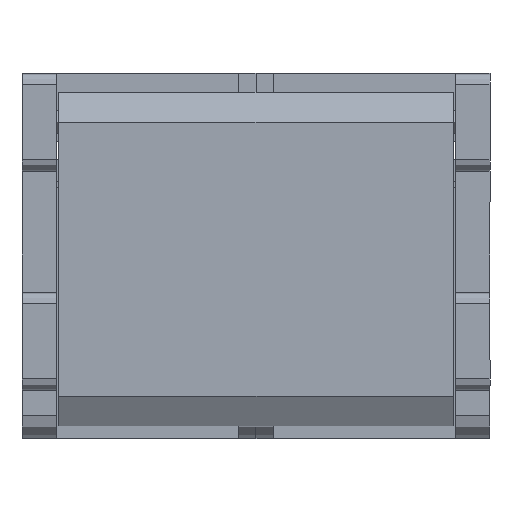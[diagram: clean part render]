
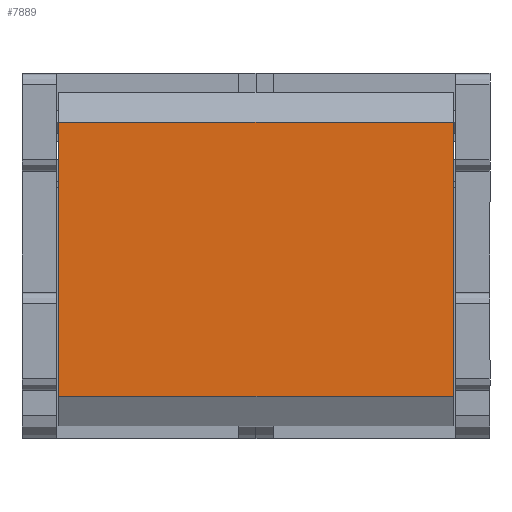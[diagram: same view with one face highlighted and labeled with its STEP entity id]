
A CAD part, top view. The second image highlights one B-rep face of the part: STEP entity #7889.
In plain terms, the highlighted planar face has unit normal (0, 0, 1).
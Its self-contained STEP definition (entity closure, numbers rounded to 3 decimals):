
#7677 = VERTEX_POINT('',#7678);
#7678 = CARTESIAN_POINT('',(8.65,6.,1.5));
#7685 = EDGE_CURVE('',#7686,#7677,#7688,.T.);
#7686 = VERTEX_POINT('',#7687);
#7687 = CARTESIAN_POINT('',(-8.65,6.,1.5));
#7688 = LINE('',#7689,#7690);
#7689 = CARTESIAN_POINT('',(-8.65,6.,1.5));
#7690 = VECTOR('',#7691,1.);
#7691 = DIRECTION('',(1.,0.,0.));
#7710 = VERTEX_POINT('',#7711);
#7711 = CARTESIAN_POINT('',(-8.65,-6.,1.5));
#7718 = EDGE_CURVE('',#7710,#7686,#7719,.T.);
#7719 = LINE('',#7720,#7721);
#7720 = CARTESIAN_POINT('',(-8.65,-6.,1.5));
#7721 = VECTOR('',#7722,1.);
#7722 = DIRECTION('',(0.,1.,0.));
#7746 = VERTEX_POINT('',#7747);
#7747 = CARTESIAN_POINT('',(8.65,-6.,1.5));
#7754 = EDGE_CURVE('',#7746,#7677,#7755,.T.);
#7755 = LINE('',#7756,#7757);
#7756 = CARTESIAN_POINT('',(8.65,-6.,1.5));
#7757 = VECTOR('',#7758,1.);
#7758 = DIRECTION('',(0.,1.,0.));
#7780 = EDGE_CURVE('',#7710,#7746,#7781,.T.);
#7781 = LINE('',#7782,#7783);
#7782 = CARTESIAN_POINT('',(-8.65,-6.,1.5));
#7783 = VECTOR('',#7784,1.);
#7784 = DIRECTION('',(1.,0.,0.));
#7889 = ADVANCED_FACE('',(#7890),#7896,.T.);
#7890 = FACE_BOUND('',#7891,.T.);
#7891 = EDGE_LOOP('',(#7892,#7893,#7894,#7895));
#7892 = ORIENTED_EDGE('',*,*,#7780,.T.);
#7893 = ORIENTED_EDGE('',*,*,#7754,.T.);
#7894 = ORIENTED_EDGE('',*,*,#7685,.F.);
#7895 = ORIENTED_EDGE('',*,*,#7718,.F.);
#7896 = PLANE('',#7897);
#7897 = AXIS2_PLACEMENT_3D('',#7898,#7899,#7900);
#7898 = CARTESIAN_POINT('',(-8.65,-6.,1.5));
#7899 = DIRECTION('',(0.,0.,1.));
#7900 = DIRECTION('',(0.,1.,0.));
